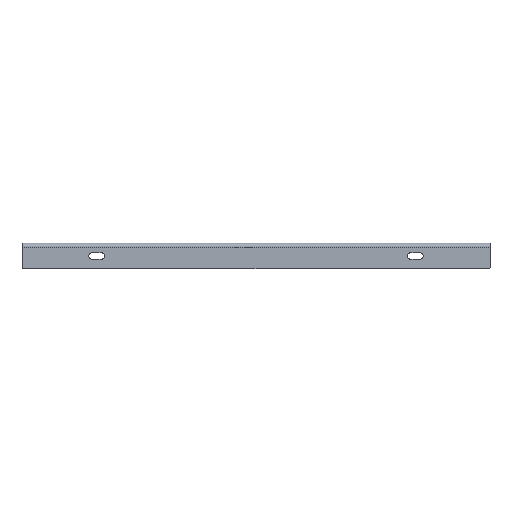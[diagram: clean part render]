
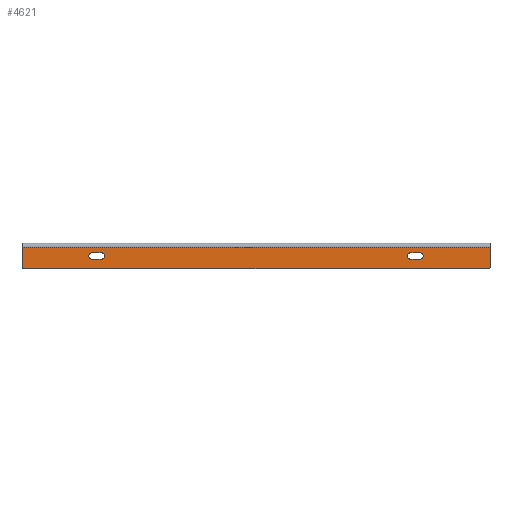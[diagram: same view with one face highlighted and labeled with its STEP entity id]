
A CAD part, left-side view. The second image highlights one B-rep face of the part: STEP entity #4621.
In plain terms, the highlighted planar face has unit normal (-1, 0, 0).
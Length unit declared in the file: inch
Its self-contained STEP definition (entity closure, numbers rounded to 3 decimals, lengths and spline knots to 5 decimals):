
#7 = AXIS2_PLACEMENT_3D ( 'NONE', #1490, #4866, #1417 ) ;
#16 = CIRCLE ( 'NONE', #4826, 0.06 ) ;
#18 = CARTESIAN_POINT ( 'NONE',  ( 0., -4.469, -0.5935 ) ) ;
#117 = EDGE_CURVE ( 'NONE', #2824, #4028, #4773, .T. ) ;
#169 = EDGE_CURVE ( 'NONE', #3087, #3977, #992, .T. ) ;
#209 = VERTEX_POINT ( 'NONE', #1528 ) ;
#330 = ORIENTED_EDGE ( 'NONE', *, *, #1469, .T. ) ;
#335 = DIRECTION ( 'NONE',  ( 0., 0., -1. ) ) ;
#448 = VECTOR ( 'NONE', #3484, 39.37008 ) ;
#482 = DIRECTION ( 'NONE',  ( 0., 0., 1. ) ) ;
#512 = ORIENTED_EDGE ( 'NONE', *, *, #169, .T. ) ;
#634 = VERTEX_POINT ( 'NONE', #919 ) ;
#658 = CIRCLE ( 'NONE', #4686, 0.219 ) ;
#667 = CARTESIAN_POINT ( 'NONE',  ( 0., -4.469, -1.0315 ) ) ;
#689 = CARTESIAN_POINT ( 'NONE',  ( 0., 0., -1.625 ) ) ;
#699 = CARTESIAN_POINT ( 'NONE',  ( 0., 0., -1.625 ) ) ;
#745 = DIRECTION ( 'NONE',  ( 0., 0., 1. ) ) ;
#746 = AXIS2_PLACEMENT_3D ( 'NONE', #1177, #3911, #1152 ) ;
#799 = EDGE_CURVE ( 'NONE', #3977, #2824, #2218, .T. ) ;
#919 = CARTESIAN_POINT ( 'NONE',  ( 0., -0.06, -1.625 ) ) ;
#962 = LINE ( 'NONE', #991, #3701 ) ;
#991 = CARTESIAN_POINT ( 'NONE',  ( 0., 0., -0.5935 ) ) ;
#992 = CIRCLE ( 'NONE', #746, 0.219 ) ;
#1041 = VECTOR ( 'NONE', #2371, 39.37008 ) ;
#1103 = ORIENTED_EDGE ( 'NONE', *, *, #799, .T. ) ;
#1129 = ORIENTED_EDGE ( 'NONE', *, *, #4183, .T. ) ;
#1152 = DIRECTION ( 'NONE',  ( 0., 0., 1. ) ) ;
#1177 = CARTESIAN_POINT ( 'NONE',  ( 0., -25.281, -0.8125 ) ) ;
#1235 = VECTOR ( 'NONE', #4860, 39.37008 ) ;
#1261 = EDGE_CURVE ( 'NONE', #3408, #209, #2285, .T. ) ;
#1264 = CARTESIAN_POINT ( 'NONE',  ( 0., 0., -0.25 ) ) ;
#1393 = VECTOR ( 'NONE', #335, 39.37008 ) ;
#1417 = DIRECTION ( 'NONE',  ( 0., 0., 1. ) ) ;
#1469 = EDGE_CURVE ( 'NONE', #1589, #3730, #658, .T. ) ;
#1490 = CARTESIAN_POINT ( 'NONE',  ( 0., -4.469, -0.8125 ) ) ;
#1528 = CARTESIAN_POINT ( 'NONE',  ( 0., -29.75, -0.25 ) ) ;
#1550 = CARTESIAN_POINT ( 'NONE',  ( 0., -24.719, -1.0315 ) ) ;
#1589 = VERTEX_POINT ( 'NONE', #1719 ) ;
#1610 = VECTOR ( 'NONE', #4125, 39.37008 ) ;
#1613 = ORIENTED_EDGE ( 'NONE', *, *, #1785, .T. ) ;
#1634 = CARTESIAN_POINT ( 'NONE',  ( 0., 0., -1.625 ) ) ;
#1719 = CARTESIAN_POINT ( 'NONE',  ( 0., -5.031, -0.5935 ) ) ;
#1730 = EDGE_CURVE ( 'NONE', #4028, #3087, #3340, .T. ) ;
#1785 = EDGE_CURVE ( 'NONE', #3408, #3049, #4934, .T. ) ;
#1905 = DIRECTION ( 'NONE',  ( 1., 0., 0. ) ) ;
#1910 = ORIENTED_EDGE ( 'NONE', *, *, #3017, .T. ) ;
#1962 = LINE ( 'NONE', #3511, #1041 ) ;
#2009 = ORIENTED_EDGE ( 'NONE', *, *, #2544, .T. ) ;
#2062 = ORIENTED_EDGE ( 'NONE', *, *, #117, .T. ) ;
#2069 = ORIENTED_EDGE ( 'NONE', *, *, #3208, .T. ) ;
#2143 = ORIENTED_EDGE ( 'NONE', *, *, #2161, .T. ) ;
#2161 = EDGE_CURVE ( 'NONE', #3049, #634, #2835, .T. ) ;
#2218 = LINE ( 'NONE', #4088, #448 ) ;
#2225 = DIRECTION ( 'NONE',  ( 1., 0., 0. ) ) ;
#2226 = CARTESIAN_POINT ( 'NONE',  ( 0., -29.75, -1.565 ) ) ;
#2230 = DIRECTION ( 'NONE',  ( -1., 0., 0. ) ) ;
#2271 = EDGE_CURVE ( 'NONE', #3730, #2591, #1962, .T. ) ;
#2285 = LINE ( 'NONE', #3099, #2518 ) ;
#2312 = DIRECTION ( 'NONE',  ( 0., 0., 1. ) ) ;
#2336 = FACE_OUTER_BOUND ( 'NONE', #3401, .T. ) ;
#2371 = DIRECTION ( 'NONE',  ( 0., 1., 0. ) ) ;
#2394 = FACE_BOUND ( 'NONE', #2767, .T. ) ;
#2518 = VECTOR ( 'NONE', #2719, 39.37008 ) ;
#2544 = EDGE_CURVE ( 'NONE', #634, #3625, #3016, .T. ) ;
#2591 = VERTEX_POINT ( 'NONE', #667 ) ;
#2719 = DIRECTION ( 'NONE',  ( 0., -1., 0. ) ) ;
#2767 = EDGE_LOOP ( 'NONE', ( #512, #1103, #2062, #3731 ) ) ;
#2824 = VERTEX_POINT ( 'NONE', #1550 ) ;
#2835 = CIRCLE ( 'NONE', #4830, 0.06 ) ;
#2890 = CARTESIAN_POINT ( 'NONE',  ( 0., -25.281, -1.0315 ) ) ;
#2892 = CARTESIAN_POINT ( 'NONE',  ( 0., 0., -1.565 ) ) ;
#3016 = LINE ( 'NONE', #689, #1610 ) ;
#3017 = EDGE_CURVE ( 'NONE', #4909, #209, #4023, .T. ) ;
#3020 = DIRECTION ( 'NONE',  ( 0., 0., 1. ) ) ;
#3049 = VERTEX_POINT ( 'NONE', #2892 ) ;
#3073 = CARTESIAN_POINT ( 'NONE',  ( 0., -5.031, -1.0315 ) ) ;
#3087 = VERTEX_POINT ( 'NONE', #3741 ) ;
#3099 = CARTESIAN_POINT ( 'NONE',  ( 0., 0., -0.25 ) ) ;
#3149 = PLANE ( 'NONE',  #3873 ) ;
#3199 = CARTESIAN_POINT ( 'NONE',  ( 0., -29.75, -1.625 ) ) ;
#3208 = EDGE_CURVE ( 'NONE', #3275, #1589, #962, .T. ) ;
#3275 = VERTEX_POINT ( 'NONE', #18 ) ;
#3340 = LINE ( 'NONE', #4576, #1235 ) ;
#3401 = EDGE_LOOP ( 'NONE', ( #2009, #4446, #1910, #3522, #1613, #2143 ) ) ;
#3402 = CARTESIAN_POINT ( 'NONE',  ( 0., -29.69, -1.625 ) ) ;
#3408 = VERTEX_POINT ( 'NONE', #1264 ) ;
#3484 = DIRECTION ( 'NONE',  ( 0., 1., 0. ) ) ;
#3511 = CARTESIAN_POINT ( 'NONE',  ( 0., 0., -1.0315 ) ) ;
#3522 = ORIENTED_EDGE ( 'NONE', *, *, #1261, .F. ) ;
#3579 = DIRECTION ( 'NONE',  ( 0., 0., 1. ) ) ;
#3625 = VERTEX_POINT ( 'NONE', #3402 ) ;
#3690 = DIRECTION ( 'NONE',  ( 0., -1., 0. ) ) ;
#3701 = VECTOR ( 'NONE', #3690, 39.37008 ) ;
#3730 = VERTEX_POINT ( 'NONE', #3073 ) ;
#3731 = ORIENTED_EDGE ( 'NONE', *, *, #1730, .T. ) ;
#3741 = CARTESIAN_POINT ( 'NONE',  ( 0., -25.281, -0.5935 ) ) ;
#3753 = EDGE_LOOP ( 'NONE', ( #330, #4636, #1129, #2069 ) ) ;
#3763 = DIRECTION ( 'NONE',  ( 0., 0., 1. ) ) ;
#3814 = CARTESIAN_POINT ( 'NONE',  ( 0., -5.031, -0.8125 ) ) ;
#3847 = CARTESIAN_POINT ( 'NONE',  ( 0., -0.06, -1.565 ) ) ;
#3873 = AXIS2_PLACEMENT_3D ( 'NONE', #1634, #4676, #482 ) ;
#3911 = DIRECTION ( 'NONE',  ( 1., 0., 0. ) ) ;
#3934 = DIRECTION ( 'NONE',  ( -1., 0., 0. ) ) ;
#3957 = FACE_BOUND ( 'NONE', #3753, .T. ) ;
#3977 = VERTEX_POINT ( 'NONE', #2890 ) ;
#3984 = AXIS2_PLACEMENT_3D ( 'NONE', #4282, #1905, #2312 ) ;
#4023 = LINE ( 'NONE', #3199, #4821 ) ;
#4028 = VERTEX_POINT ( 'NONE', #4117 ) ;
#4088 = CARTESIAN_POINT ( 'NONE',  ( 0., 0., -1.0315 ) ) ;
#4105 = CIRCLE ( 'NONE', #7, 0.219 ) ;
#4117 = CARTESIAN_POINT ( 'NONE',  ( 0., -24.719, -0.5935 ) ) ;
#4125 = DIRECTION ( 'NONE',  ( 0., -1., 0. ) ) ;
#4183 = EDGE_CURVE ( 'NONE', #2591, #3275, #4105, .T. ) ;
#4282 = CARTESIAN_POINT ( 'NONE',  ( 0., -24.719, -0.8125 ) ) ;
#4446 = ORIENTED_EDGE ( 'NONE', *, *, #4588, .T. ) ;
#4576 = CARTESIAN_POINT ( 'NONE',  ( 0., 0., -0.5935 ) ) ;
#4588 = EDGE_CURVE ( 'NONE', #3625, #4909, #16, .T. ) ;
#4621 = ADVANCED_FACE ( 'NONE', ( #3957, #2394, #2336 ), #3149, .T. ) ;
#4636 = ORIENTED_EDGE ( 'NONE', *, *, #2271, .T. ) ;
#4676 = DIRECTION ( 'NONE',  ( -1., 0., 0. ) ) ;
#4686 = AXIS2_PLACEMENT_3D ( 'NONE', #3814, #2225, #3763 ) ;
#4773 = CIRCLE ( 'NONE', #3984, 0.219 ) ;
#4821 = VECTOR ( 'NONE', #3579, 39.37008 ) ;
#4826 = AXIS2_PLACEMENT_3D ( 'NONE', #4927, #2230, #3020 ) ;
#4830 = AXIS2_PLACEMENT_3D ( 'NONE', #3847, #3934, #745 ) ;
#4860 = DIRECTION ( 'NONE',  ( 0., -1., 0. ) ) ;
#4866 = DIRECTION ( 'NONE',  ( 1., 0., 0. ) ) ;
#4909 = VERTEX_POINT ( 'NONE', #2226 ) ;
#4927 = CARTESIAN_POINT ( 'NONE',  ( 0., -29.69, -1.565 ) ) ;
#4934 = LINE ( 'NONE', #699, #1393 ) ;
